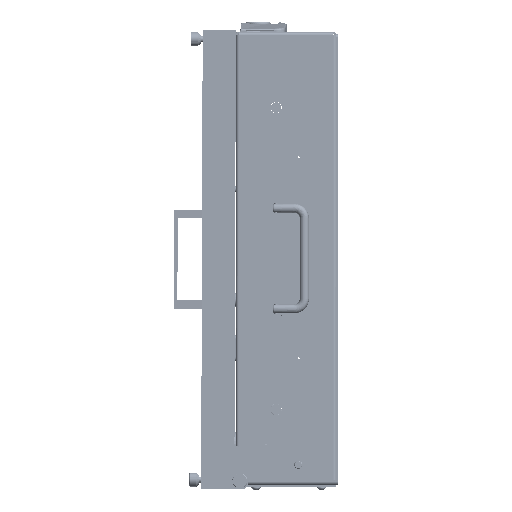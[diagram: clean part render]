
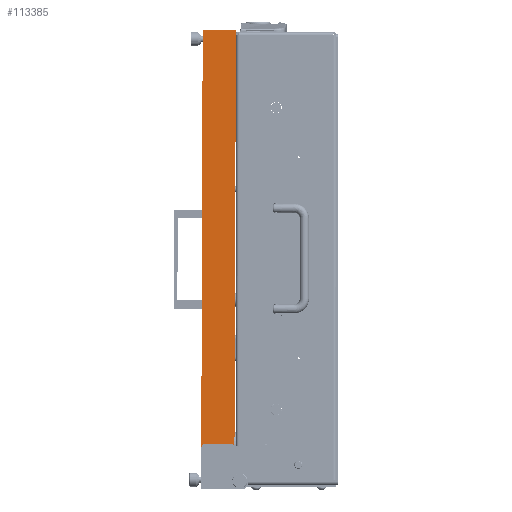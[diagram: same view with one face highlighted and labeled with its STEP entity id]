
A CAD part, left-side view. The second image highlights one B-rep face of the part: STEP entity #113385.
In plain terms, the highlighted planar face has unit normal (-1, 0, 0).
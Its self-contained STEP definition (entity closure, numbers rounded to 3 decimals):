
#1200 = EDGE_LOOP ( 'NONE', ( #79459, #64035, #168022, #126471, #150440, #221025 ) ) ;
#7429 = DIRECTION ( 'NONE',  ( 0., -1., 0. ) ) ;
#10928 = LINE ( 'NONE', #116476, #124340 ) ;
#26460 = DIRECTION ( 'NONE',  ( 0., 0., 1. ) ) ;
#33569 = EDGE_CURVE ( 'NONE', #119250, #168869, #98740, .T. ) ;
#46255 = VECTOR ( 'NONE', #26460, 1000. ) ;
#46932 = EDGE_CURVE ( 'NONE', #221160, #168869, #10928, .T. ) ;
#48951 = CARTESIAN_POINT ( 'NONE',  ( -277.5, 0., -228. ) ) ;
#53956 = AXIS2_PLACEMENT_3D ( 'NONE', #90430, #211534, #158182 ) ;
#56259 = DIRECTION ( 'NONE',  ( 1., 0., 0. ) ) ;
#56425 = CARTESIAN_POINT ( 'NONE',  ( -277.5, 0., 228. ) ) ;
#56895 = CARTESIAN_POINT ( 'NONE',  ( -277.5, 0., -184.265 ) ) ;
#60006 = VERTEX_POINT ( 'NONE', #120893 ) ;
#64035 = ORIENTED_EDGE ( 'NONE', *, *, #33569, .T. ) ;
#64633 = EDGE_CURVE ( 'NONE', #60006, #89490, #85172, .T. ) ;
#71480 = FACE_OUTER_BOUND ( 'NONE', #1200, .T. ) ;
#74379 = DIRECTION ( 'NONE',  ( 0., 0., 1. ) ) ;
#75234 = CARTESIAN_POINT ( 'NONE',  ( -277.5, 28., -183. ) ) ;
#77417 = VECTOR ( 'NONE', #74379, 1000. ) ;
#79459 = ORIENTED_EDGE ( 'NONE', *, *, #135361, .F. ) ;
#83798 = CIRCLE ( 'NONE', #129443, 20. ) ;
#83991 = CARTESIAN_POINT ( 'NONE',  ( -277.5, 33., -183. ) ) ;
#84217 = VERTEX_POINT ( 'NONE', #95696 ) ;
#85172 = LINE ( 'NONE', #83991, #129592 ) ;
#89490 = VERTEX_POINT ( 'NONE', #75234 ) ;
#90430 = CARTESIAN_POINT ( 'NONE',  ( -277.5, 33., -228. ) ) ;
#91662 = AXIS2_PLACEMENT_3D ( 'NONE', #109632, #56259, #94131 ) ;
#92080 = CARTESIAN_POINT ( 'NONE',  ( -277.5, 7., -203. ) ) ;
#94131 = DIRECTION ( 'NONE',  ( 0., 0., -1. ) ) ;
#95696 = CARTESIAN_POINT ( 'NONE',  ( -277.5, 33., -188. ) ) ;
#98740 = LINE ( 'NONE', #48951, #46255 ) ;
#108750 = DIRECTION ( 'NONE',  ( 0., 0., -1. ) ) ;
#109632 = CARTESIAN_POINT ( 'NONE',  ( -277.5, 28., -188. ) ) ;
#110012 = LINE ( 'NONE', #164618, #77417 ) ;
#113385 = ADVANCED_FACE ( 'NONE', ( #71480 ), #213899, .F. ) ;
#116120 = EDGE_CURVE ( 'NONE', #84217, #89490, #178928, .T. ) ;
#116476 = CARTESIAN_POINT ( 'NONE',  ( -277.5, 33., 228. ) ) ;
#119250 = VERTEX_POINT ( 'NONE', #56895 ) ;
#119632 = EDGE_CURVE ( 'NONE', #84217, #221160, #110012, .T. ) ;
#120893 = CARTESIAN_POINT ( 'NONE',  ( -277.5, 7., -183. ) ) ;
#123179 = DIRECTION ( 'NONE',  ( 0., 1., 0. ) ) ;
#124340 = VECTOR ( 'NONE', #7429, 1000. ) ;
#126471 = ORIENTED_EDGE ( 'NONE', *, *, #119632, .F. ) ;
#129443 = AXIS2_PLACEMENT_3D ( 'NONE', #92080, #164511, #108750 ) ;
#129592 = VECTOR ( 'NONE', #123179, 1000. ) ;
#135361 = EDGE_CURVE ( 'NONE', #119250, #60006, #83798, .T. ) ;
#150440 = ORIENTED_EDGE ( 'NONE', *, *, #116120, .T. ) ;
#158182 = DIRECTION ( 'NONE',  ( 0., 0., -1. ) ) ;
#164511 = DIRECTION ( 'NONE',  ( -1., 0., 0. ) ) ;
#164618 = CARTESIAN_POINT ( 'NONE',  ( -277.5, 33., -228. ) ) ;
#168022 = ORIENTED_EDGE ( 'NONE', *, *, #46932, .F. ) ;
#168869 = VERTEX_POINT ( 'NONE', #56425 ) ;
#178928 = CIRCLE ( 'NONE', #91662, 5. ) ;
#196264 = CARTESIAN_POINT ( 'NONE',  ( -277.5, 33., 228. ) ) ;
#211534 = DIRECTION ( 'NONE',  ( 1., 0., 0. ) ) ;
#213899 = PLANE ( 'NONE',  #53956 ) ;
#221025 = ORIENTED_EDGE ( 'NONE', *, *, #64633, .F. ) ;
#221160 = VERTEX_POINT ( 'NONE', #196264 ) ;
